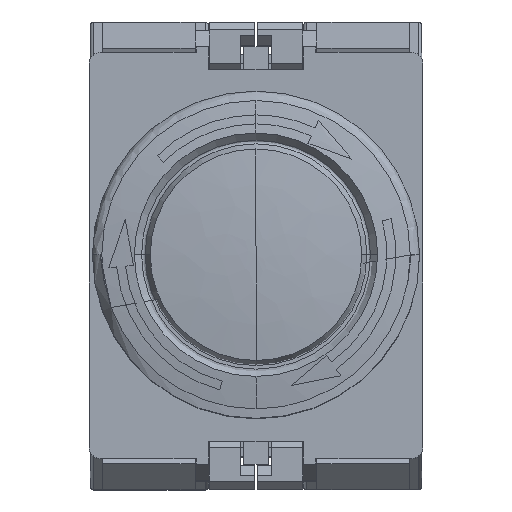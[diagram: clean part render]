
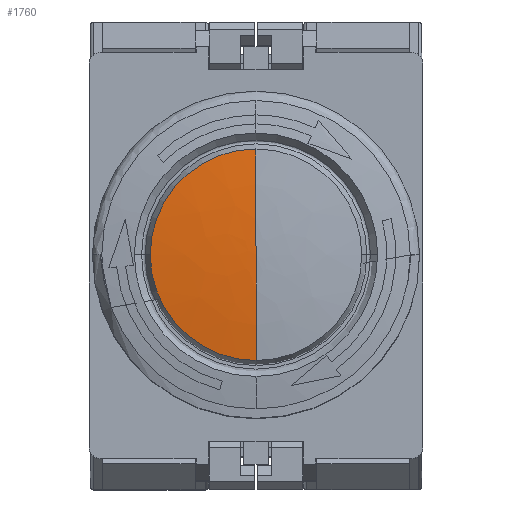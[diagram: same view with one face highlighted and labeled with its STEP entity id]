
A CAD part, top view. The second image highlights one B-rep face of the part: STEP entity #1760.
In plain terms, the highlighted free-form (B-spline) face has degree [3, 3] with [4, 4] control points.
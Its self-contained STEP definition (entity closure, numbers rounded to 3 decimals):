
#158 = CARTESIAN_POINT ( 'NONE',  ( 0., 6.263, -0.184 ) ) ;
#648 = DIRECTION ( 'NONE',  ( 0., 0., -1. ) ) ;
#1214 = CARTESIAN_POINT ( 'NONE',  ( -18.752, 9.376, -0.551 ) ) ;
#1287 = CARTESIAN_POINT ( 'NONE',  ( 0., 0., 0. ) ) ;
#1559 = CARTESIAN_POINT ( 'NONE',  ( 0., 0., -0.551 ) ) ;
#1760 = ADVANCED_FACE ( 'NONE', ( #2265 ), #5417, .F. ) ;
#2140 = CIRCLE ( 'NONE', #9977, 80. ) ;
#2265 = FACE_OUTER_BOUND ( 'NONE', #12347, .T. ) ;
#2335 = CARTESIAN_POINT ( 'NONE',  ( 0., -3.134, 0. ) ) ;
#3027 = AXIS2_PLACEMENT_3D ( 'NONE', #5989, #10255, #648 ) ;
#3151 = VERTEX_POINT ( 'NONE', #7952 ) ;
#3407 = CARTESIAN_POINT ( 'NONE',  ( 0., 3.134, 0. ) ) ;
#3866 = DIRECTION ( 'NONE',  ( -1., 0., 0. ) ) ;
#3940 = EDGE_CURVE ( 'NONE', #5606, #3151, #10833, .T. ) ;
#4163 = DIRECTION ( 'NONE',  ( 0., 0., -1. ) ) ;
#4395 = AXIS2_PLACEMENT_3D ( 'NONE', #1559, #5849, #10111 ) ;
#4454 = CARTESIAN_POINT ( 'NONE',  ( -12.526, 6.263, -0.184 ) ) ;
#4541 = ORIENTED_EDGE ( 'NONE', *, *, #7704, .F. ) ;
#4799 = AXIS2_PLACEMENT_3D ( 'NONE', #9185, #13473, #3866 ) ;
#5157 = CARTESIAN_POINT ( 'NONE',  ( 0., 0., 0. ) ) ;
#5417 =( BOUNDED_SURFACE ( )  B_SPLINE_SURFACE ( 3, 3, ( 
 ( #10822, #1214, #5505, #9764 ),
 ( #158, #4454, #8720, #13008 ),
 ( #3407, #7668, #11952, #2335 ),
 ( #6614, #10897, #1287, #5576 ) ),
 .UNSPECIFIED., .F., .F., .F. ) 
 B_SPLINE_SURFACE_WITH_KNOTS ( ( 4, 4 ),
 ( 4, 4 ),
 ( 0., 1. ),
 ( 0., 1. ),
 .UNSPECIFIED. ) 
 GEOMETRIC_REPRESENTATION_ITEM ( )  RATIONAL_B_SPLINE_SURFACE ( (
 ( 1., 0.333, 0.333, 1.),
 ( 0.999, 0.333, 0.333, 0.999),
 ( 0.999, 0.333, 0.333, 0.999),
 ( 1., 0.333, 0.333, 1.) ) ) 
 REPRESENTATION_ITEM ( '' )  SURFACE ( )  );
#5505 = CARTESIAN_POINT ( 'NONE',  ( -18.752, -9.376, -0.551 ) ) ;
#5576 = CARTESIAN_POINT ( 'NONE',  ( 0., 0., 0. ) ) ;
#5606 = VERTEX_POINT ( 'NONE', #8282 ) ;
#5849 = DIRECTION ( 'NONE',  ( 0., 0., 1. ) ) ;
#5989 = CARTESIAN_POINT ( 'NONE',  ( 0., 0., -80. ) ) ;
#6400 = EDGE_CURVE ( 'NONE', #3151, #13736, #9067, .T. ) ;
#6614 = CARTESIAN_POINT ( 'NONE',  ( 0., 0., 0. ) ) ;
#7037 = VERTEX_POINT ( 'NONE', #10645 ) ;
#7668 = CARTESIAN_POINT ( 'NONE',  ( -6.269, 3.134, 0. ) ) ;
#7704 = EDGE_CURVE ( 'NONE', #7037, #13736, #2140, .T. ) ;
#7952 = CARTESIAN_POINT ( 'NONE',  ( 0., -9.376, -0.551 ) ) ;
#8282 = CARTESIAN_POINT ( 'NONE',  ( -9.376, 0., -0.551 ) ) ;
#8720 = CARTESIAN_POINT ( 'NONE',  ( -12.526, -6.263, -0.184 ) ) ;
#8739 = ORIENTED_EDGE ( 'NONE', *, *, #10871, .T. ) ;
#9037 = ORIENTED_EDGE ( 'NONE', *, *, #3940, .T. ) ;
#9067 = CIRCLE ( 'NONE', #3027, 80. ) ;
#9185 = CARTESIAN_POINT ( 'NONE',  ( 0., 0., -0.551 ) ) ;
#9481 = CARTESIAN_POINT ( 'NONE',  ( 0., 0., -80. ) ) ;
#9764 = CARTESIAN_POINT ( 'NONE',  ( 0., -9.376, -0.551 ) ) ;
#9977 = AXIS2_PLACEMENT_3D ( 'NONE', #9481, #13773, #4163 ) ;
#10111 = DIRECTION ( 'NONE',  ( -1., 0., 0. ) ) ;
#10255 = DIRECTION ( 'NONE',  ( -1., 0., 0. ) ) ;
#10440 = CIRCLE ( 'NONE', #4395, 9.376 ) ;
#10645 = CARTESIAN_POINT ( 'NONE',  ( 0., 9.376, -0.551 ) ) ;
#10822 = CARTESIAN_POINT ( 'NONE',  ( 0., 9.376, -0.551 ) ) ;
#10833 = CIRCLE ( 'NONE', #4799, 9.376 ) ;
#10871 = EDGE_CURVE ( 'NONE', #7037, #5606, #10440, .T. ) ;
#10897 = CARTESIAN_POINT ( 'NONE',  ( 0., 0., 0. ) ) ;
#11952 = CARTESIAN_POINT ( 'NONE',  ( -6.269, -3.134, 0. ) ) ;
#12046 = ORIENTED_EDGE ( 'NONE', *, *, #6400, .T. ) ;
#12347 = EDGE_LOOP ( 'NONE', ( #9037, #12046, #4541, #8739 ) ) ;
#13008 = CARTESIAN_POINT ( 'NONE',  ( 0., -6.263, -0.184 ) ) ;
#13473 = DIRECTION ( 'NONE',  ( 0., 0., 1. ) ) ;
#13736 = VERTEX_POINT ( 'NONE', #5157 ) ;
#13773 = DIRECTION ( 'NONE',  ( 1., 0., 0. ) ) ;
